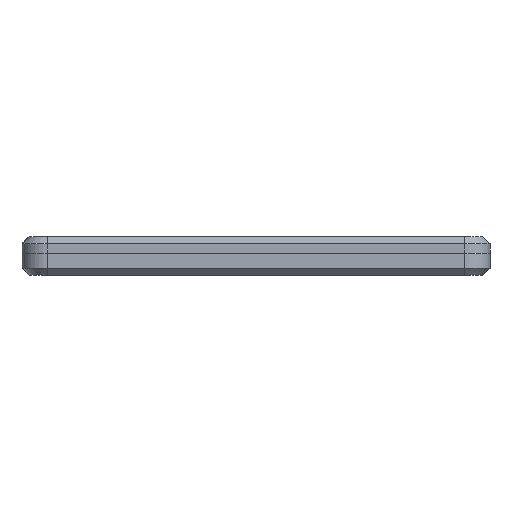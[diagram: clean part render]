
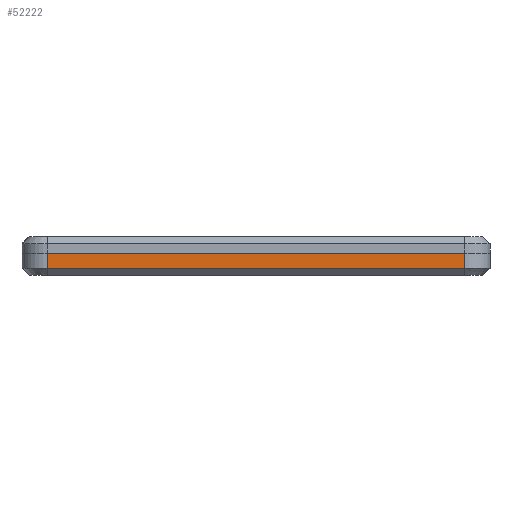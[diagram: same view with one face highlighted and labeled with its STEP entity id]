
A CAD part, left-side view. The second image highlights one B-rep face of the part: STEP entity #52222.
In plain terms, the highlighted planar face has unit normal (-1, 0, 0).
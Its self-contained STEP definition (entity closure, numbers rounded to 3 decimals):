
#5594=FACE_OUTER_BOUND('',#8890,.T.);
#8890=EDGE_LOOP('',(#46405,#46406,#46407,#46408));
#14613=LINE('',#85394,#20437);
#14653=LINE('',#85542,#20477);
#14717=LINE('',#85802,#20541);
#14718=LINE('',#85803,#20542);
#20437=VECTOR('',#70390,10.);
#20477=VECTOR('',#70546,10.);
#20541=VECTOR('',#70858,10.);
#20542=VECTOR('',#70859,10.);
#25038=VERTEX_POINT('',#85391);
#25039=VERTEX_POINT('',#85393);
#25088=VERTEX_POINT('',#85536);
#25089=VERTEX_POINT('',#85540);
#32054=EDGE_CURVE('',#25038,#25039,#14613,.T.);
#32129=EDGE_CURVE('',#25088,#25089,#14653,.T.);
#32246=EDGE_CURVE('',#25088,#25039,#14717,.T.);
#32247=EDGE_CURVE('',#25089,#25038,#14718,.T.);
#46405=ORIENTED_EDGE('',*,*,#32129,.F.);
#46406=ORIENTED_EDGE('',*,*,#32246,.T.);
#46407=ORIENTED_EDGE('',*,*,#32054,.F.);
#46408=ORIENTED_EDGE('',*,*,#32247,.F.);
#48526=PLANE('',#56826);
#52222=ADVANCED_FACE('',(#5594),#48526,.T.);
#56826=AXIS2_PLACEMENT_3D('',#85801,#70856,#70857);
#70390=DIRECTION('',(0.,-1.,0.));
#70546=DIRECTION('',(0.,1.,0.));
#70856=DIRECTION('center_axis',(-1.,0.,0.));
#70857=DIRECTION('ref_axis',(0.,1.,0.));
#70858=DIRECTION('',(0.,0.,1.));
#70859=DIRECTION('',(0.,0.,1.));
#85391=CARTESIAN_POINT('',(-109.,56.75,3.));
#85393=CARTESIAN_POINT('',(-109.,-59.25,3.));
#85394=CARTESIAN_POINT('',(-109.,27.75,3.));
#85536=CARTESIAN_POINT('',(-109.,-59.25,-1.2));
#85540=CARTESIAN_POINT('',(-109.,56.75,-1.2));
#85542=CARTESIAN_POINT('',(-109.,-30.25,-1.2));
#85801=CARTESIAN_POINT('Origin',(-109.,-59.25,0.));
#85802=CARTESIAN_POINT('',(-109.,-59.25,0.));
#85803=CARTESIAN_POINT('',(-109.,56.75,0.));
